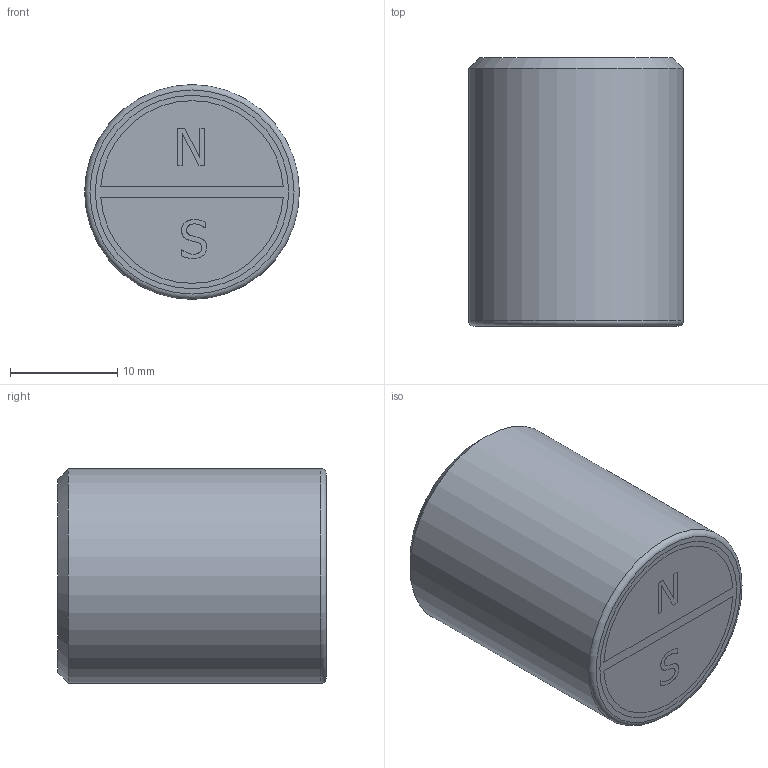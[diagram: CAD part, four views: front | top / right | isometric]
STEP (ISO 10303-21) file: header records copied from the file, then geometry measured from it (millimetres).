
FILE_DESCRIPTION(/* description */ (''),/* implementation_level */ '2;1');
FILE_NAME(/* name */ 'GM17326 -.stp',/* time_stamp */ '2022-10-10T16:22:35+02:00',/* author */ ('rm'),/* organization */ (''),/* preprocessor_version */ 'ST-DEVELOPER v18.1',/* originating_system */ 'Autodesk Inventor 2021',/* authorisation */ '');
FILE_SCHEMA (('CONFIG_CONTROL_DESIGN'));
Length unit declared in the file: millimetre
Products named in the file (4): GM17326; E0133977; E0133978; E0133979
Assembly tree (4 placements, depth 2):
  GM17326
    E0133977
    E0133978
    E0133979  x2
Bounding box: 20 x 25 x 20 mm (x, y, z)
Volume: 7700.4 mm3; surface area: 7854.6 mm2
Topology: 4 solids, 4 shells, 89 faces, 223 edges, 148 vertices
Faces by surface type: plane 46, bspline 32, cylinder 8, cone 2, torus 1
Full cylindrical faces by diameter (mm): 5 x1, 18 x2, 20 x1
Entity records: 1847 total; most frequent: CARTESIAN_POINT 528, ORIENTED_EDGE 254, DIRECTION 204, EDGE_CURVE 127, VERTEX_POINT 84, LINE 76, VECTOR 76, AXIS2_PLACEMENT_3D 64
